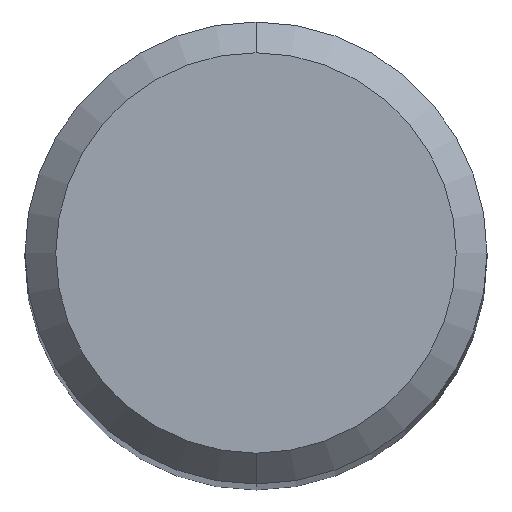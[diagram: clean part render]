
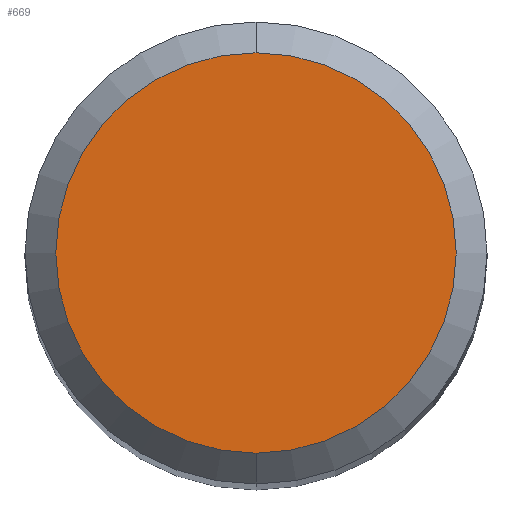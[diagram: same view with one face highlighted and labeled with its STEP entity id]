
A CAD part, top view. The second image highlights one B-rep face of the part: STEP entity #669.
In plain terms, the highlighted planar face has unit normal (0, 0, 1).
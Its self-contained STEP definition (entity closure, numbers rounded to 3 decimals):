
#349=VERTEX_POINT('',#929);
#359=VERTEX_POINT('',#941);
#641=EDGE_CURVE('',#349,#359,#1256,.T.);
#667=EDGE_CURVE('',#359,#349,#1285,.T.);
#669=ADVANCED_FACE('',(#1287),#1288,.T.);
#929=CARTESIAN_POINT('',(0.0,2.6,0.0));
#941=CARTESIAN_POINT('',(0.,-2.6,0.0));
#1256=CIRCLE('',#3706,2.6);
#1285=CIRCLE('',#3742,2.6);
#1287=FACE_OUTER_BOUND('',#3744,.T.);
#1288=PLANE('',#3745);
#3706=AXIS2_PLACEMENT_3D('',#4818,#4819,#4820);
#3742=AXIS2_PLACEMENT_3D('',#4850,#4851,#4852);
#3744=EDGE_LOOP('',(#4854,#4855));
#3745=AXIS2_PLACEMENT_3D('',#4856,#4857,#4858);
#4818=CARTESIAN_POINT('',(0.0,0.0,0.0));
#4819=DIRECTION('',(0.0,0.0,-1.0));
#4820=DIRECTION('',(0.0,1.0,0.0));
#4850=CARTESIAN_POINT('',(0.0,0.0,0.0));
#4851=DIRECTION('',(0.0,0.0,-1.0));
#4852=DIRECTION('',(0.0,1.0,0.0));
#4854=ORIENTED_EDGE('',*,*,#641,.F.);
#4855=ORIENTED_EDGE('',*,*,#667,.F.);
#4856=CARTESIAN_POINT('',(0.0,1.3,0.0));
#4857=DIRECTION('',(-0.0,0.0,1.0));
#4858=DIRECTION('',(0.0,-1.0,0.0));
